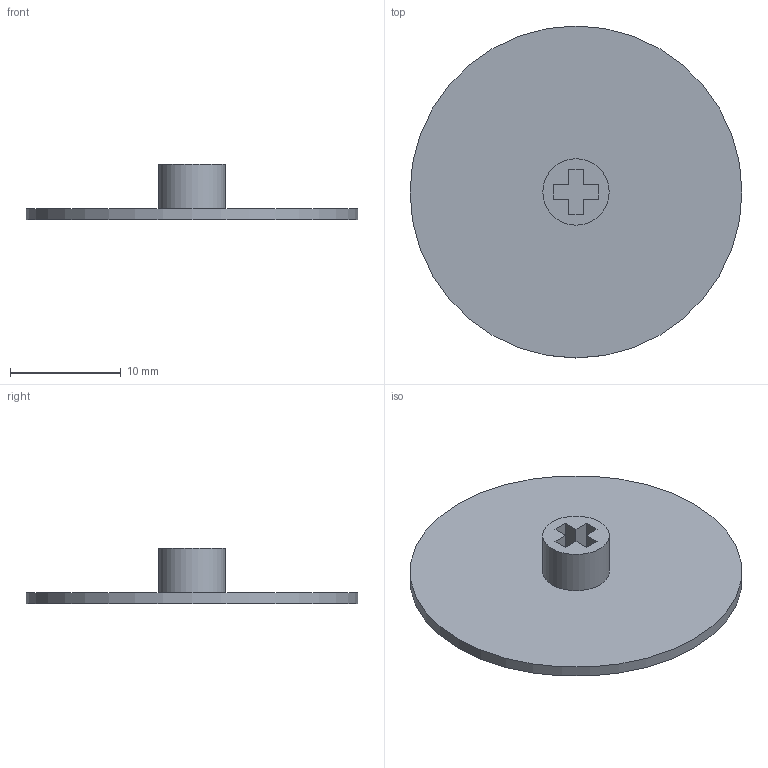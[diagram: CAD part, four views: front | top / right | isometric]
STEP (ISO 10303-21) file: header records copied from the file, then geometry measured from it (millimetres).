
FILE_DESCRIPTION(('Open CASCADE Model'),'2;1');
FILE_NAME('Open CASCADE Shape Model','2024-06-27T17:37:24',('Author'),( 'Open CASCADE'),'Open CASCADE STEP processor 7.7','Open CASCADE 7.7' ,'Unknown');
FILE_SCHEMA(('AUTOMOTIVE_DESIGN { 1 0 10303 214 1 1 1 1 }'));
Length unit declared in the file: millimetre
Products named in the file (5): 51322d4c-34a3-11ef-8d9f-300505fafcf2; 51322d4d-34a3-11ef-b300-300505fafcf2; 51322d4d-34a3-11ef-b300-300505fafcf2_part; 51322d4e-34a3-11ef-b834-300505fafcf2; 51322d4e-34a3-11ef-b834-300505fafcf2_part
Assembly tree (4 placements, depth 3):
  51322d4c-34a3-11ef-8d9f-300505fafcf2
    51322d4d-34a3-11ef-b300-300505fafcf2
      51322d4d-34a3-11ef-b300-300505fafcf2_part
    51322d4e-34a3-11ef-b834-300505fafcf2
      51322d4e-34a3-11ef-b834-300505fafcf2_part
Bounding box: 30 x 30 x 5 mm (x, y, z)
Volume: 784.2 mm3; surface area: 1686.8 mm2
Topology: 2 solids, 2 shells, 18 faces, 42 edges, 28 vertices
Faces by surface type: plane 16, cylinder 2
Full cylindrical faces by diameter (mm): 6 x1, 30 x1
Entity records: 1132 total; most frequent: CARTESIAN_POINT 185, DIRECTION 168, LINE 110, VECTOR 110, ORIENTED_EDGE 84, PCURVE 84, DEFINITIONAL_REPRESENTATION 84, EDGE_CURVE 42
